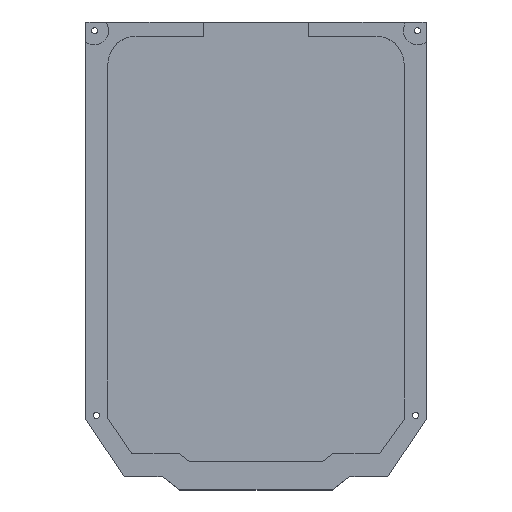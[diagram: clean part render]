
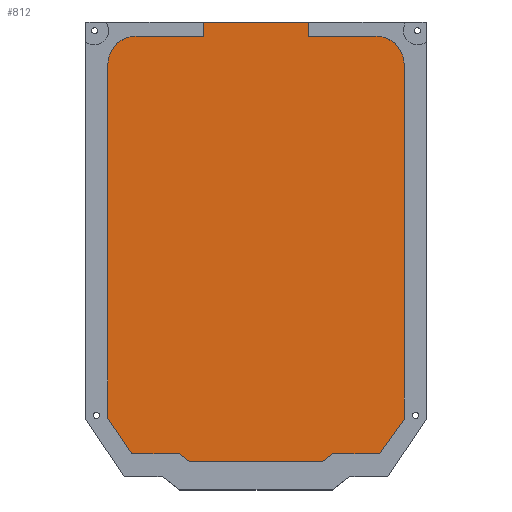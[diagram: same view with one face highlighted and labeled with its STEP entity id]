
A CAD part, top view. The second image highlights one B-rep face of the part: STEP entity #812.
In plain terms, the highlighted planar face has unit normal (0, 0, 1).
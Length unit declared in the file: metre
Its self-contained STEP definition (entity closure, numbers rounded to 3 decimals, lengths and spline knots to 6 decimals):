
#1 = DIRECTION ( 'NONE',  ( -1., 0., 0. ) ) ;
#11 = EDGE_CURVE ( 'NONE', #681, #1512, #629, .T. ) ;
#28 = CARTESIAN_POINT ( 'NONE',  ( -0.048906, 0., 0.015 ) ) ;
#56 = ORIENTED_EDGE ( 'NONE', *, *, #1498, .F. ) ;
#72 = EDGE_CURVE ( 'NONE', #1706, #552, #1568, .T. ) ;
#84 = VECTOR ( 'NONE', #771, 1. ) ;
#88 = LINE ( 'NONE', #1080, #1237 ) ;
#111 = CARTESIAN_POINT ( 'NONE',  ( 0., -0.152118, 0.015 ) ) ;
#113 = VERTEX_POINT ( 'NONE', #2371 ) ;
#135 = VERTEX_POINT ( 'NONE', #1216 ) ;
#138 = EDGE_CURVE ( 'NONE', #1862, #1838, #2388, .T. ) ;
#139 = VERTEX_POINT ( 'NONE', #1378 ) ;
#158 = ORIENTED_EDGE ( 'NONE', *, *, #246, .F. ) ;
#162 = PLANE ( 'NONE',  #1811 ) ;
#174 = ORIENTED_EDGE ( 'NONE', *, *, #1865, .F. ) ;
#233 = CARTESIAN_POINT ( 'NONE',  ( -0.000283, -0.146746, 0.015 ) ) ;
#236 = DIRECTION ( 'NONE',  ( -0.796, 0.605, 0. ) ) ;
#241 = CARTESIAN_POINT ( 'NONE',  ( -0.170556, 0.127882, 0.015 ) ) ;
#246 = EDGE_CURVE ( 'NONE', #507, #135, #839, .T. ) ;
#248 = VERTEX_POINT ( 'NONE', #1343 ) ;
#256 = VECTOR ( 'NONE', #1330, 1. ) ;
#275 = CARTESIAN_POINT ( 'NONE',  ( -0.001556, 0.147882, 0.015 ) ) ;
#345 = LINE ( 'NONE', #772, #2195 ) ;
#357 = DIRECTION ( 'NONE',  ( -1., -0.002, 0. ) ) ;
#370 = CARTESIAN_POINT ( 'NONE',  ( 0.069808, -0.049119, 0.015 ) ) ;
#394 = VERTEX_POINT ( 'NONE', #1500 ) ;
#417 = DIRECTION ( 'NONE',  ( 0., 1., 0. ) ) ;
#469 = ORIENTED_EDGE ( 'NONE', *, *, #1006, .F. ) ;
#477 = EDGE_CURVE ( 'NONE', #1863, #394, #563, .T. ) ;
#501 = EDGE_CURVE ( 'NONE', #1725, #1862, #2173, .T. ) ;
#505 = DIRECTION ( 'NONE',  ( 0., -1., 0. ) ) ;
#507 = VERTEX_POINT ( 'NONE', #592 ) ;
#509 = ORIENTED_EDGE ( 'NONE', *, *, #1559, .F. ) ;
#552 = VERTEX_POINT ( 'NONE', #1800 ) ;
#563 = LINE ( 'NONE', #233, #1572 ) ;
#580 = DIRECTION ( 'NONE',  ( 0., 0., -1. ) ) ;
#592 = CARTESIAN_POINT ( 'NONE',  ( 0.018444, 0.127882, 0.015 ) ) ;
#596 = DIRECTION ( 'NONE',  ( 0., 1., 0. ) ) ;
#629 = LINE ( 'NONE', #1019, #1161 ) ;
#673 = LINE ( 'NONE', #111, #868 ) ;
#681 = VERTEX_POINT ( 'NONE', #1223 ) ;
#717 = CARTESIAN_POINT ( 'NONE',  ( -0.123206, 0., 0.015 ) ) ;
#744 = CARTESIAN_POINT ( 'NONE',  ( -0.190556, -0.121432, 0.015 ) ) ;
#750 = ORIENTED_EDGE ( 'NONE', *, *, #72, .F. ) ;
#768 = CARTESIAN_POINT ( 'NONE',  ( 0., 0., 0.015 ) ) ;
#770 = ORIENTED_EDGE ( 'NONE', *, *, #1494, .F. ) ;
#771 = DIRECTION ( 'NONE',  ( -0.555, 0.832, 0. ) ) ;
#772 = CARTESIAN_POINT ( 'NONE',  ( 0.000282, -0.146414, 0.015 ) ) ;
#812 = ADVANCED_FACE ( 'NONE', ( #1954 ), #162, .F. ) ;
#828 = VECTOR ( 'NONE', #1972, 1. ) ;
#839 = LINE ( 'NONE', #1643, #1492 ) ;
#849 = CARTESIAN_POINT ( 'NONE',  ( -0.173704, -0.146708, 0.015 ) ) ;
#868 = VECTOR ( 'NONE', #1462, 1. ) ;
#870 = ORIENTED_EDGE ( 'NONE', *, *, #477, .F. ) ;
#876 = DIRECTION ( 'NONE',  ( -1., 0., 0. ) ) ;
#891 = ORIENTED_EDGE ( 'NONE', *, *, #501, .F. ) ;
#935 = CARTESIAN_POINT ( 'NONE',  ( 0., 0.147882, 0.015 ) ) ;
#941 = LINE ( 'NONE', #2152, #1160 ) ;
#946 = VERTEX_POINT ( 'NONE', #275 ) ;
#1006 = EDGE_CURVE ( 'NONE', #2178, #681, #673, .T. ) ;
#1010 = CARTESIAN_POINT ( 'NONE',  ( -0.190556, 0., 0.015 ) ) ;
#1015 = DIRECTION ( 'NONE',  ( -1., 0., 0. ) ) ;
#1019 = CARTESIAN_POINT ( 'NONE',  ( -0.121893, -0.160565, 0.015 ) ) ;
#1070 = CARTESIAN_POINT ( 'NONE',  ( -0.206056, 0.157882, 0.015 ) ) ;
#1080 = CARTESIAN_POINT ( 'NONE',  ( 0., -0.146708, 0.015 ) ) ;
#1096 = EDGE_CURVE ( 'NONE', #394, #2178, #941, .T. ) ;
#1135 = DIRECTION ( 'NONE',  ( -0.575, -0.818, 0. ) ) ;
#1160 = VECTOR ( 'NONE', #1310, 1. ) ;
#1161 = VECTOR ( 'NONE', #236, 1. ) ;
#1203 = CIRCLE ( 'NONE', #1533, 0.02 ) ;
#1216 = CARTESIAN_POINT ( 'NONE',  ( 0.018444, -0.122118, 0.015 ) ) ;
#1223 = CARTESIAN_POINT ( 'NONE',  ( -0.133019, -0.152118, 0.015 ) ) ;
#1231 = DIRECTION ( 'NONE',  ( 0., 0., -1. ) ) ;
#1237 = VECTOR ( 'NONE', #1638, 1. ) ;
#1310 = DIRECTION ( 'NONE',  ( -0.796, -0.605, 0. ) ) ;
#1330 = DIRECTION ( 'NONE',  ( 1., 0., 0. ) ) ;
#1340 = ORIENTED_EDGE ( 'NONE', *, *, #1758, .T. ) ;
#1343 = CARTESIAN_POINT ( 'NONE',  ( -0.123206, 0.147882, 0.015 ) ) ;
#1374 = VECTOR ( 'NONE', #876, 1. ) ;
#1378 = CARTESIAN_POINT ( 'NONE',  ( -0.170556, 0.147882, 0.015 ) ) ;
#1403 = VECTOR ( 'NONE', #417, 1. ) ;
#1407 = VECTOR ( 'NONE', #1, 1. ) ;
#1427 = CARTESIAN_POINT ( 'NONE',  ( -0.048906, 0.157882, 0.015 ) ) ;
#1462 = DIRECTION ( 'NONE',  ( -1., 0., 0. ) ) ;
#1478 = CARTESIAN_POINT ( 'NONE',  ( -0.039093, -0.152118, 0.015 ) ) ;
#1492 = VECTOR ( 'NONE', #505, 1. ) ;
#1494 = EDGE_CURVE ( 'NONE', #1512, #2411, #345, .T. ) ;
#1498 = EDGE_CURVE ( 'NONE', #135, #1820, #1566, .T. ) ;
#1500 = CARTESIAN_POINT ( 'NONE',  ( -0.031937, -0.146685, 0.015 ) ) ;
#1512 = VERTEX_POINT ( 'NONE', #1523 ) ;
#1519 = CARTESIAN_POINT ( 'NONE',  ( -0.019843, -0.146708, 0.015 ) ) ;
#1523 = CARTESIAN_POINT ( 'NONE',  ( -0.140176, -0.146685, 0.015 ) ) ;
#1528 = EDGE_CURVE ( 'NONE', #946, #507, #1203, .T. ) ;
#1529 = ORIENTED_EDGE ( 'NONE', *, *, #11, .F. ) ;
#1533 = AXIS2_PLACEMENT_3D ( 'NONE', #1552, #580, #2532 ) ;
#1539 = LINE ( 'NONE', #2342, #1407 ) ;
#1552 = CARTESIAN_POINT ( 'NONE',  ( -0.001556, 0.127882, 0.015 ) ) ;
#1559 = EDGE_CURVE ( 'NONE', #2411, #1725, #1539, .T. ) ;
#1565 = CARTESIAN_POINT ( 'NONE',  ( -0.187965, -0.125319, 0.015 ) ) ;
#1566 = LINE ( 'NONE', #370, #1826 ) ;
#1568 = LINE ( 'NONE', #28, #828 ) ;
#1572 = VECTOR ( 'NONE', #1982, 1. ) ;
#1588 = ORIENTED_EDGE ( 'NONE', *, *, #1528, .F. ) ;
#1633 = DIRECTION ( 'NONE',  ( 0., 0., -1. ) ) ;
#1638 = DIRECTION ( 'NONE',  ( -1., 0., 0. ) ) ;
#1643 = CARTESIAN_POINT ( 'NONE',  ( 0.018444, 0., 0.015 ) ) ;
#1662 = AXIS2_PLACEMENT_3D ( 'NONE', #241, #1231, #1015 ) ;
#1669 = LINE ( 'NONE', #1070, #1374 ) ;
#1706 = VERTEX_POINT ( 'NONE', #1427 ) ;
#1723 = CARTESIAN_POINT ( 'NONE',  ( 0., 0.147882, 0.015 ) ) ;
#1725 = VERTEX_POINT ( 'NONE', #849 ) ;
#1751 = CIRCLE ( 'NONE', #1662, 0.02 ) ;
#1758 = EDGE_CURVE ( 'NONE', #1706, #113, #1669, .T. ) ;
#1800 = CARTESIAN_POINT ( 'NONE',  ( -0.048906, 0.147882, 0.015 ) ) ;
#1811 = AXIS2_PLACEMENT_3D ( 'NONE', #768, #1633, #2350 ) ;
#1820 = VERTEX_POINT ( 'NONE', #2058 ) ;
#1826 = VECTOR ( 'NONE', #1135, 1. ) ;
#1827 = VECTOR ( 'NONE', #596, 1. ) ;
#1838 = VERTEX_POINT ( 'NONE', #2160 ) ;
#1862 = VERTEX_POINT ( 'NONE', #744 ) ;
#1863 = VERTEX_POINT ( 'NONE', #1519 ) ;
#1865 = EDGE_CURVE ( 'NONE', #139, #248, #1941, .T. ) ;
#1899 = EDGE_CURVE ( 'NONE', #552, #946, #2104, .T. ) ;
#1902 = LINE ( 'NONE', #717, #1403 ) ;
#1916 = ORIENTED_EDGE ( 'NONE', *, *, #1096, .F. ) ;
#1919 = DIRECTION ( 'NONE',  ( 1., 0., 0. ) ) ;
#1941 = LINE ( 'NONE', #935, #256 ) ;
#1954 = FACE_OUTER_BOUND ( 'NONE', #2117, .T. ) ;
#1956 = ORIENTED_EDGE ( 'NONE', *, *, #2053, .F. ) ;
#1972 = DIRECTION ( 'NONE',  ( 0., -1., 0. ) ) ;
#1982 = DIRECTION ( 'NONE',  ( -1., 0.002, 0. ) ) ;
#2053 = EDGE_CURVE ( 'NONE', #1838, #139, #1751, .T. ) ;
#2058 = CARTESIAN_POINT ( 'NONE',  ( 0.001141, -0.146708, 0.015 ) ) ;
#2104 = LINE ( 'NONE', #1723, #2116 ) ;
#2116 = VECTOR ( 'NONE', #1919, 1. ) ;
#2117 = EDGE_LOOP ( 'NONE', ( #1956, #2127, #891, #509, #770, #1529, #469, #1916, #870, #2265, #56, #158, #1588, #2480, #750, #1340, #2467, #174 ) ) ;
#2127 = ORIENTED_EDGE ( 'NONE', *, *, #138, .F. ) ;
#2147 = EDGE_CURVE ( 'NONE', #1820, #1863, #88, .T. ) ;
#2152 = CARTESIAN_POINT ( 'NONE',  ( 0.058967, -0.077675, 0.015 ) ) ;
#2160 = CARTESIAN_POINT ( 'NONE',  ( -0.190556, 0.127882, 0.015 ) ) ;
#2173 = LINE ( 'NONE', #1565, #84 ) ;
#2178 = VERTEX_POINT ( 'NONE', #1478 ) ;
#2195 = VECTOR ( 'NONE', #357, 1. ) ;
#2226 = CARTESIAN_POINT ( 'NONE',  ( -0.152269, -0.146708, 0.015 ) ) ;
#2265 = ORIENTED_EDGE ( 'NONE', *, *, #2147, .F. ) ;
#2303 = EDGE_CURVE ( 'NONE', #248, #113, #1902, .T. ) ;
#2342 = CARTESIAN_POINT ( 'NONE',  ( 0., -0.146708, 0.015 ) ) ;
#2350 = DIRECTION ( 'NONE',  ( -1., 0., 0. ) ) ;
#2371 = CARTESIAN_POINT ( 'NONE',  ( -0.123206, 0.157882, 0.015 ) ) ;
#2388 = LINE ( 'NONE', #1010, #1827 ) ;
#2411 = VERTEX_POINT ( 'NONE', #2226 ) ;
#2467 = ORIENTED_EDGE ( 'NONE', *, *, #2303, .F. ) ;
#2480 = ORIENTED_EDGE ( 'NONE', *, *, #1899, .F. ) ;
#2532 = DIRECTION ( 'NONE',  ( -1., 0., 0. ) ) ;
